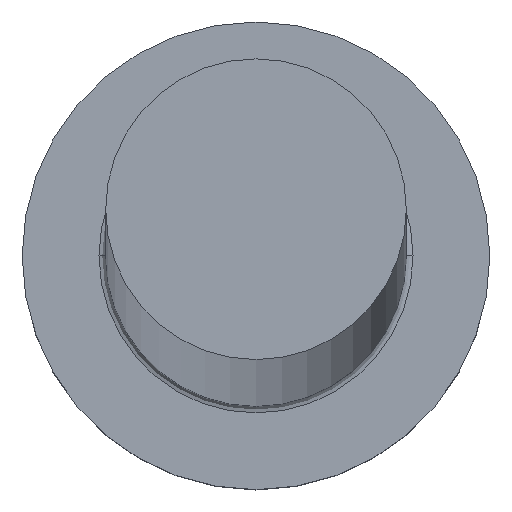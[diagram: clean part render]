
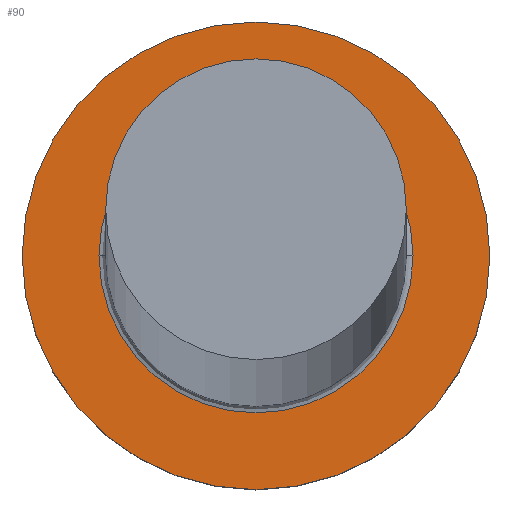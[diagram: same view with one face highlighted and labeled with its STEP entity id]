
A CAD part, top view. The second image highlights one B-rep face of the part: STEP entity #90.
In plain terms, the highlighted planar face has unit normal (0, 0, 1).
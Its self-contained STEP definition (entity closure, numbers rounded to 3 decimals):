
#7 = CARTESIAN_POINT ( 'NONE',  ( 0., 0., 5. ) ) ;
#12 = CARTESIAN_POINT ( 'NONE',  ( 4.7, 0., 5. ) ) ;
#20 = CARTESIAN_POINT ( 'NONE',  ( 7., 0., 5. ) ) ;
#29 = EDGE_CURVE ( 'NONE', #287, #88, #94, .T. ) ;
#33 = VERTEX_POINT ( 'NONE', #291 ) ;
#34 = EDGE_CURVE ( 'NONE', #225, #33, #174, .T. ) ;
#49 = AXIS2_PLACEMENT_3D ( 'NONE', #69, #73, #302 ) ;
#54 = CIRCLE ( 'NONE', #249, 7. ) ;
#57 = EDGE_LOOP ( 'NONE', ( #209, #221 ) ) ;
#62 = DIRECTION ( 'NONE',  ( 0., 0., -1. ) ) ;
#69 = CARTESIAN_POINT ( 'NONE',  ( 0., 0., 5. ) ) ;
#73 = DIRECTION ( 'NONE',  ( 0., 0., -1. ) ) ;
#77 = CARTESIAN_POINT ( 'NONE',  ( -4.7, 0., 5. ) ) ;
#82 = EDGE_LOOP ( 'NONE', ( #184, #199 ) ) ;
#84 = AXIS2_PLACEMENT_3D ( 'NONE', #251, #195, #126 ) ;
#88 = VERTEX_POINT ( 'NONE', #12 ) ;
#90 = ADVANCED_FACE ( 'NONE', ( #158, #245 ), #300, .T. ) ;
#94 = CIRCLE ( 'NONE', #215, 4.7 ) ;
#97 = EDGE_CURVE ( 'NONE', #33, #225, #54, .T. ) ;
#101 = DIRECTION ( 'NONE',  ( 1., 0., 0. ) ) ;
#118 = DIRECTION ( 'NONE',  ( 0., 0., 1. ) ) ;
#126 = DIRECTION ( 'NONE',  ( 1., 0., 0. ) ) ;
#158 = FACE_BOUND ( 'NONE', #82, .T. ) ;
#162 = CARTESIAN_POINT ( 'NONE',  ( 0., 0., 5. ) ) ;
#165 = CARTESIAN_POINT ( 'NONE',  ( 0., 0., 5. ) ) ;
#174 = CIRCLE ( 'NONE', #200, 7. ) ;
#181 = CIRCLE ( 'NONE', #49, 4.7 ) ;
#184 = ORIENTED_EDGE ( 'NONE', *, *, #244, .T. ) ;
#195 = DIRECTION ( 'NONE',  ( 0., 0., 1. ) ) ;
#199 = ORIENTED_EDGE ( 'NONE', *, *, #29, .T. ) ;
#200 = AXIS2_PLACEMENT_3D ( 'NONE', #162, #118, #297 ) ;
#209 = ORIENTED_EDGE ( 'NONE', *, *, #97, .T. ) ;
#215 = AXIS2_PLACEMENT_3D ( 'NONE', #7, #62, #229 ) ;
#221 = ORIENTED_EDGE ( 'NONE', *, *, #34, .T. ) ;
#225 = VERTEX_POINT ( 'NONE', #20 ) ;
#229 = DIRECTION ( 'NONE',  ( 1., 0., 0. ) ) ;
#244 = EDGE_CURVE ( 'NONE', #88, #287, #181, .T. ) ;
#245 = FACE_OUTER_BOUND ( 'NONE', #57, .T. ) ;
#249 = AXIS2_PLACEMENT_3D ( 'NONE', #165, #253, #101 ) ;
#251 = CARTESIAN_POINT ( 'NONE',  ( 0., 0., 5. ) ) ;
#253 = DIRECTION ( 'NONE',  ( 0., 0., 1. ) ) ;
#287 = VERTEX_POINT ( 'NONE', #77 ) ;
#291 = CARTESIAN_POINT ( 'NONE',  ( -7., 0., 5. ) ) ;
#297 = DIRECTION ( 'NONE',  ( 1., 0., 0. ) ) ;
#300 = PLANE ( 'NONE',  #84 ) ;
#302 = DIRECTION ( 'NONE',  ( 1., 0., 0. ) ) ;
